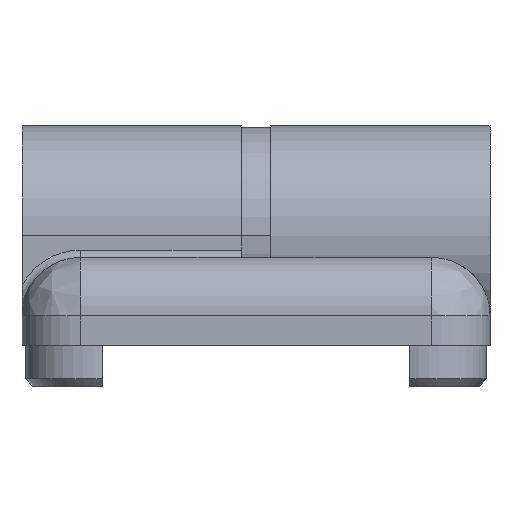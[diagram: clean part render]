
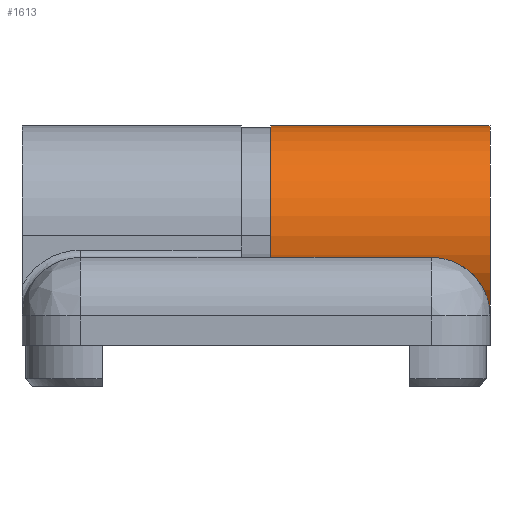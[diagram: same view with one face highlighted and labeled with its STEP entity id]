
A CAD part, left-side view. The second image highlights one B-rep face of the part: STEP entity #1613.
In plain terms, the highlighted cylindrical face has radius 7.5 mm (diameter 15 mm), a partial arc.
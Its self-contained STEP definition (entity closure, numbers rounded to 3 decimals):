
#106 = VECTOR ( 'NONE', #2771, 1000. ) ;
#361 = LINE ( 'NONE', #2466, #106 ) ;
#373 = FACE_OUTER_BOUND ( 'NONE', #2093, .T. ) ;
#474 = CARTESIAN_POINT ( 'NONE',  ( 0., -7.5, 16. ) ) ;
#607 = DIRECTION ( 'NONE',  ( 1., 0., 0. ) ) ;
#765 = CYLINDRICAL_SURFACE ( 'NONE', #3422, 7.5 ) ;
#859 = EDGE_CURVE ( 'NONE', #1374, #3818, #1965, .T. ) ;
#989 = DIRECTION ( 'NONE',  ( 0., 0., 1. ) ) ;
#1150 = CARTESIAN_POINT ( 'NONE',  ( 0., 0., 1. ) ) ;
#1374 = VERTEX_POINT ( 'NONE', #3516 ) ;
#1415 = CARTESIAN_POINT ( 'NONE',  ( 0., 0., 16. ) ) ;
#1459 = DIRECTION ( 'NONE',  ( 1., 0., 0. ) ) ;
#1573 = ORIENTED_EDGE ( 'NONE', *, *, #2917, .T. ) ;
#1613 = ADVANCED_FACE ( 'NONE', ( #373 ), #765, .T. ) ;
#1810 = ORIENTED_EDGE ( 'NONE', *, *, #859, .T. ) ;
#1897 = AXIS2_PLACEMENT_3D ( 'NONE', #1415, #2419, #3716 ) ;
#1949 = CARTESIAN_POINT ( 'NONE',  ( 7.5, 0., 16. ) ) ;
#1965 = LINE ( 'NONE', #474, #3364 ) ;
#2093 = EDGE_LOOP ( 'NONE', ( #2568, #1573, #2569, #1810 ) ) ;
#2419 = DIRECTION ( 'NONE',  ( 0., 0., 1. ) ) ;
#2445 = DIRECTION ( 'NONE',  ( 0., 0., 1. ) ) ;
#2466 = CARTESIAN_POINT ( 'NONE',  ( 7.5, 0., 16. ) ) ;
#2558 = AXIS2_PLACEMENT_3D ( 'NONE', #1150, #2793, #1459 ) ;
#2568 = ORIENTED_EDGE ( 'NONE', *, *, #2740, .F. ) ;
#2569 = ORIENTED_EDGE ( 'NONE', *, *, #2747, .T. ) ;
#2727 = VERTEX_POINT ( 'NONE', #3041 ) ;
#2740 = EDGE_CURVE ( 'NONE', #3945, #3818, #3859, .T. ) ;
#2747 = EDGE_CURVE ( 'NONE', #2727, #1374, #4187, .T. ) ;
#2771 = DIRECTION ( 'NONE',  ( 0., 0., -1. ) ) ;
#2793 = DIRECTION ( 'NONE',  ( 0., 0., 1. ) ) ;
#2917 = EDGE_CURVE ( 'NONE', #3945, #2727, #361, .T. ) ;
#2962 = CARTESIAN_POINT ( 'NONE',  ( 0., 0., 16. ) ) ;
#3041 = CARTESIAN_POINT ( 'NONE',  ( 7.5, 0., 1. ) ) ;
#3364 = VECTOR ( 'NONE', #2445, 1000. ) ;
#3422 = AXIS2_PLACEMENT_3D ( 'NONE', #2962, #989, #607 ) ;
#3516 = CARTESIAN_POINT ( 'NONE',  ( 0., -7.5, 1. ) ) ;
#3716 = DIRECTION ( 'NONE',  ( 1., 0., 0. ) ) ;
#3818 = VERTEX_POINT ( 'NONE', #3918 ) ;
#3859 = CIRCLE ( 'NONE', #1897, 7.5 ) ;
#3918 = CARTESIAN_POINT ( 'NONE',  ( 0., -7.5, 16. ) ) ;
#3945 = VERTEX_POINT ( 'NONE', #1949 ) ;
#4187 = CIRCLE ( 'NONE', #2558, 7.5 ) ;
